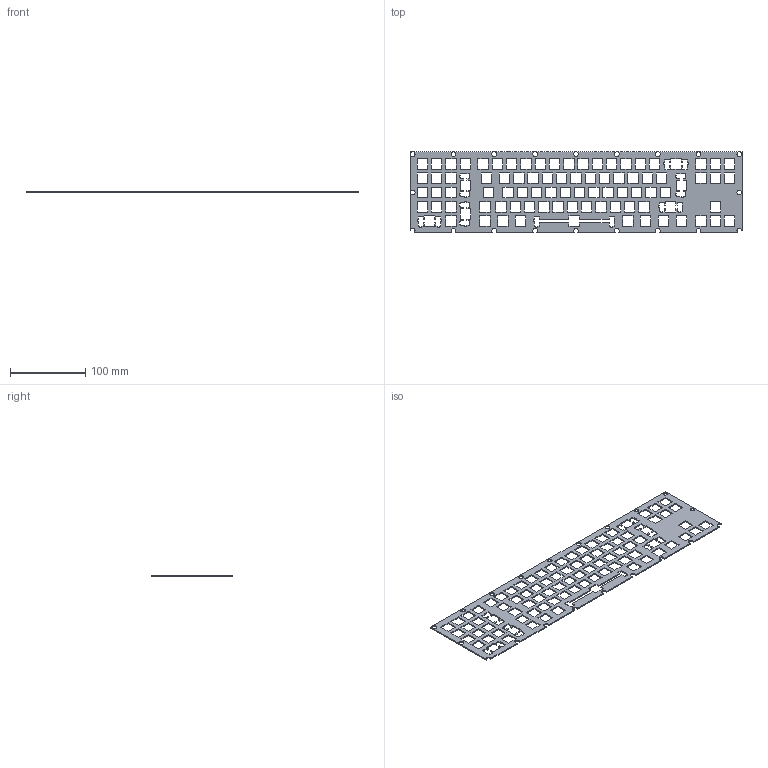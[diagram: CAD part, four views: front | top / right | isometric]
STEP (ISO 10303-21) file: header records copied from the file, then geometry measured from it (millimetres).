
FILE_DESCRIPTION(/* description */ (''),/* implementation_level */ '2;1');
FILE_NAME(/* name */ 'Switch plate main.step',/* time_stamp */ '2022-03-30T01:09:01+02:00',/* author */ (''),/* organization */ (''),/* preprocessor_version */ 'ST-DEVELOPER v18.1',/* originating_system */ 'Autodesk Translation Framework v10.14.0.1471',/* authorisation */ '');
FILE_SCHEMA (('AUTOMOTIVE_DESIGN { 1 0 10303 214 3 1 1 }'));
Length unit declared in the file: millimetre
Products named in the file (3): V01; Switch layer; Front wall
Assembly tree (2 placements, depth 2):
  V01
    Switch layer
    Front wall
Bounding box: 442.63 x 107.84 x 1.5 mm (x, y, z)
Volume: 41953.5 mm3; surface area: 66502.6 mm2
Topology: 1 solids, 1 shells, 953 faces, 2853 edges, 1902 vertices
Faces by surface type: plane 953
Entity records: 31905 total; most frequent: CARTESIAN_POINT 5713, ORIENTED_EDGE 5706, DIRECTION 4769, LINE 2853, VECTOR 2853, EDGE_CURVE 2853, VERTEX_POINT 1902, EDGE_LOOP 1153
